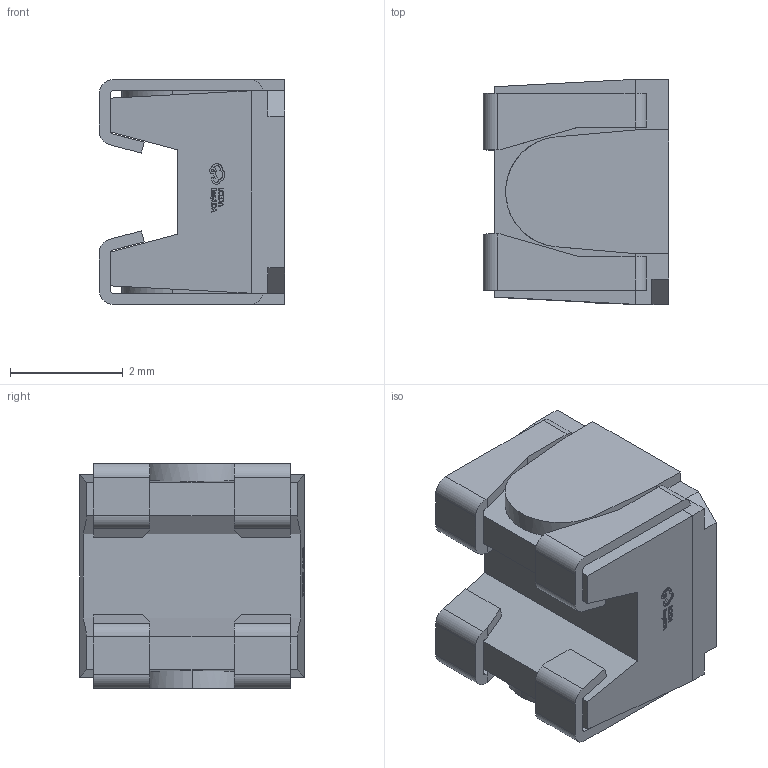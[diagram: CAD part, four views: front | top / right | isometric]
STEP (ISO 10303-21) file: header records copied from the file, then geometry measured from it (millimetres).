
FILE_DESCRIPTION (( 'STEP AP214' ), '1' );
FILE_NAME ('LED-SMD_57-21-R6C-AP1Q2B-BF.step', '2025-06-18T03:08:25', ( '' ), ( '' ), 'SwSTEP 2.0', 'SolidWorks 2021', '' );
FILE_SCHEMA (( 'AUTOMOTIVE_DESIGN' ));
Length unit declared in the file: millimetre
Products named in the file (1): LED-SMD_57-21-R6C-AP1Q2B-BF
Bounding box: 3.3 x 4 x 4 mm (x, y, z)
Volume: 38.8 mm3; surface area: 116.6 mm2
Topology: 5 solids, 5 shells, 333 faces, 898 edges, 596 vertices
Faces by surface type: plane 210, bspline 98, cylinder 23, torus 2
Entity records: 14602 total; most frequent: CARTESIAN_POINT 3143, ORIENTED_EDGE 1796, DIRECTION 1216, EDGE_CURVE 898, LINE 646, VECTOR 646, VERTEX_POINT 596, EDGE_LOOP 354
